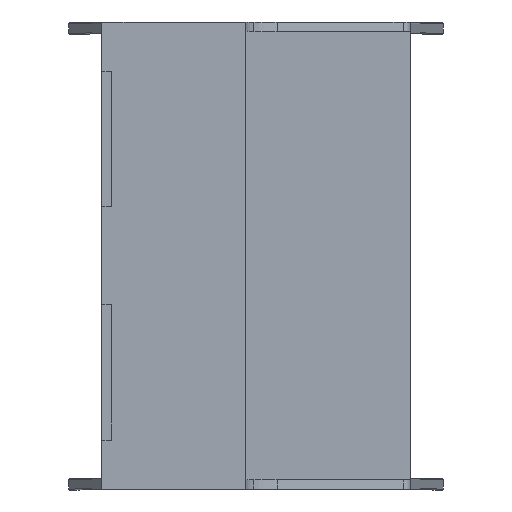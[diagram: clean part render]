
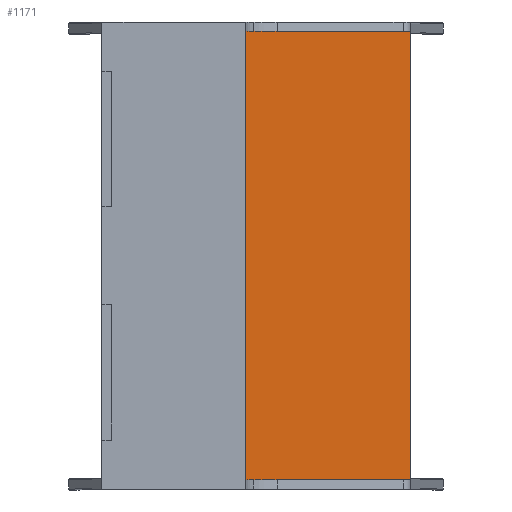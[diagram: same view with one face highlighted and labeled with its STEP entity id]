
A CAD part, top view. The second image highlights one B-rep face of the part: STEP entity #1171.
In plain terms, the highlighted planar face has unit normal (0, 0, 1).
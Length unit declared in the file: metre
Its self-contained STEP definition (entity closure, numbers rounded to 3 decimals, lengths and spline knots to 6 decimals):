
#1171=ADVANCED_FACE('23:570',(#2915),#2916,.T.);
#2915=FACE_OUTER_BOUND('',#5480,.T.);
#2916=PLANE('',#5481);
#5480=EDGE_LOOP('',(#8608,#8609,#8610,#8611,#8612,#8613,#8614,#8615,#8616,#8617,#8618,#8619,#8620,#8621,#8622,#8623,#8624,#8625,#8626,#8627,#8628,#8629,#8630,#8631,#8632,#8633,#8634,#8635));
#5481=AXIS2_PLACEMENT_3D('',#8636,#8637,#8638);
#8608=ORIENTED_EDGE('',*,*,#14927,.T.);
#8609=ORIENTED_EDGE('',*,*,#14939,.F.);
#8610=ORIENTED_EDGE('',*,*,#14973,.F.);
#8611=ORIENTED_EDGE('',*,*,#14947,.T.);
#8612=ORIENTED_EDGE('',*,*,#14952,.T.);
#8613=ORIENTED_EDGE('',*,*,#14944,.T.);
#8614=ORIENTED_EDGE('',*,*,#14974,.F.);
#8615=ORIENTED_EDGE('',*,*,#14964,.T.);
#8616=ORIENTED_EDGE('',*,*,#14971,.T.);
#8617=ORIENTED_EDGE('',*,*,#14969,.T.);
#8618=ORIENTED_EDGE('',*,*,#14975,.F.);
#8619=ORIENTED_EDGE('',*,*,#14976,.T.);
#8620=ORIENTED_EDGE('',*,*,#14914,.T.);
#8621=ORIENTED_EDGE('',*,*,#14907,.F.);
#8622=ORIENTED_EDGE('',*,*,#14911,.F.);
#8623=ORIENTED_EDGE('',*,*,#14904,.F.);
#8624=ORIENTED_EDGE('',*,*,#14919,.T.);
#8625=ORIENTED_EDGE('',*,*,#14889,.F.);
#8626=ORIENTED_EDGE('',*,*,#14899,.F.);
#8627=ORIENTED_EDGE('',*,*,#14896,.F.);
#8628=ORIENTED_EDGE('',*,*,#14922,.T.);
#8629=ORIENTED_EDGE('',*,*,#14884,.T.);
#8630=ORIENTED_EDGE('',*,*,#14872,.F.);
#8631=ORIENTED_EDGE('',*,*,#14882,.F.);
#8632=ORIENTED_EDGE('',*,*,#14879,.F.);
#8633=ORIENTED_EDGE('',*,*,#14977,.F.);
#8634=ORIENTED_EDGE('',*,*,#14930,.T.);
#8635=ORIENTED_EDGE('',*,*,#14935,.T.);
#8636=CARTESIAN_POINT('',(0.0,0.0,0.01));
#8637=DIRECTION('',(0.0,0.0,1.0));
#8638=DIRECTION('',(1.0,0.0,0.0));
#14872=EDGE_CURVE('26:453',#17429,#17431,#17432,.T.);
#14879=EDGE_CURVE('26:459',#17442,#17437,#17444,.T.);
#14882=EDGE_CURVE('26:471',#17437,#17429,#17447,.T.);
#14884=EDGE_CURVE('26:480',#17449,#17431,#17450,.T.);
#14889=EDGE_CURVE('26:492',#17456,#17458,#17459,.T.);
#14896=EDGE_CURVE('26:498',#17469,#17464,#17471,.T.);
#14899=EDGE_CURVE('26:510',#17464,#17456,#17474,.T.);
#14904=EDGE_CURVE('26:552',#17481,#17476,#17483,.T.);
#14907=EDGE_CURVE('26:564',#17486,#17488,#17489,.T.);
#14911=EDGE_CURVE('26:567',#17476,#17486,#17494,.T.);
#14914=EDGE_CURVE('26:579',#17497,#17488,#17498,.T.);
#14919=EDGE_CURVE('26:576',#17481,#17458,#17504,.T.);
#14922=EDGE_CURVE('26:570',#17469,#17449,#17507,.T.);
#14927=EDGE_CURVE('24:174',#17510,#17514,#17516,.T.);
#14930=EDGE_CURVE('24:183',#17521,#17518,#17522,.T.);
#14935=EDGE_CURVE('24:63',#17518,#17510,#17528,.T.);
#14939=EDGE_CURVE('24:60',#17532,#17514,#17534,.T.);
#14944=EDGE_CURVE('23:1796',#17537,#17541,#17543,.T.);
#14947=EDGE_CURVE('23:1805',#17548,#17545,#17549,.T.);
#14952=EDGE_CURVE('23:1230',#17545,#17537,#17555,.T.);
#14964=EDGE_CURVE('23:1387',#17573,#17571,#17574,.T.);
#14969=EDGE_CURVE('23:1393',#17577,#17579,#17581,.T.);
#14971=EDGE_CURVE('23:1239',#17571,#17577,#17583,.T.);
#14973=EDGE_CURVE('25:39',#17548,#17532,#17585,.T.);
#14974=EDGE_CURVE('23:1236',#17573,#17541,#17586,.T.);
#14975=EDGE_CURVE('23:1224',#17587,#17579,#17588,.T.);
#14976=EDGE_CURVE('23:646',#17587,#17497,#17589,.T.);
#14977=EDGE_CURVE('24:66',#17521,#17442,#17590,.T.);
#17429=VERTEX_POINT('',#21178);
#17431=VERTEX_POINT('',#21181);
#17432=LINE('',#21182,#21183);
#17437=VERTEX_POINT('',#21190);
#17442=VERTEX_POINT('',#21197);
#17444=LINE('',#21200,#21201);
#17447=LINE('',#21205,#21206);
#17449=VERTEX_POINT('',#21208);
#17450=LINE('',#21209,#21210);
#17456=VERTEX_POINT('',#21218);
#17458=VERTEX_POINT('',#21221);
#17459=LINE('',#21222,#21223);
#17464=VERTEX_POINT('',#21230);
#17469=VERTEX_POINT('',#21237);
#17471=LINE('',#21240,#21241);
#17474=LINE('',#21245,#21246);
#17476=VERTEX_POINT('',#21248);
#17481=VERTEX_POINT('',#21255);
#17483=LINE('',#21258,#21259);
#17486=VERTEX_POINT('',#21262);
#17488=VERTEX_POINT('',#21265);
#17489=LINE('',#21266,#21267);
#17494=LINE('',#21274,#21275);
#17497=VERTEX_POINT('',#21279);
#17498=LINE('',#21280,#21281);
#17504=LINE('',#21290,#21291);
#17507=LINE('',#21295,#21296);
#17510=VERTEX_POINT('',#21299);
#17514=VERTEX_POINT('',#21305);
#17516=LINE('',#21308,#21309);
#17518=VERTEX_POINT('',#21311);
#17521=VERTEX_POINT('',#21315);
#17522=LINE('',#21316,#21317);
#17528=LINE('',#21326,#21327);
#17532=VERTEX_POINT('',#21332);
#17534=LINE('',#21335,#21336);
#17537=VERTEX_POINT('',#21339);
#17541=VERTEX_POINT('',#21345);
#17543=LINE('',#21348,#21349);
#17545=VERTEX_POINT('',#21351);
#17548=VERTEX_POINT('',#21355);
#17549=LINE('',#21356,#21357);
#17555=LINE('',#21366,#21367);
#17571=VERTEX_POINT('',#21391);
#17573=VERTEX_POINT('',#21394);
#17574=LINE('',#21395,#21396);
#17577=VERTEX_POINT('',#21400);
#17579=VERTEX_POINT('',#21403);
#17581=LINE('',#21406,#21407);
#17583=LINE('',#21409,#21410);
#17585=LINE('',#21412,#21413);
#17586=LINE('',#21414,#21415);
#17587=VERTEX_POINT('',#21416);
#17588=LINE('',#21417,#21418);
#17589=LINE('',#21419,#21420);
#17590=LINE('',#21421,#21422);
#21178=CARTESIAN_POINT('',(-0.001,-0.0335,0.01));
#21181=CARTESIAN_POINT('',(-0.011,-0.0335,0.01));
#21182=CARTESIAN_POINT('',(-0.0055,-0.0335,0.01));
#21183=VECTOR('',#26394,1.0);
#21190=CARTESIAN_POINT('',(-0.001,-0.1785,0.01));
#21197=CARTESIAN_POINT('',(-0.011,-0.1785,0.01));
#21200=CARTESIAN_POINT('',(-0.0055,-0.1785,0.01));
#21201=VECTOR('',#26400,1.0);
#21205=CARTESIAN_POINT('',(-0.001,-0.3465,0.01));
#21206=VECTOR('',#26402,1.0);
#21208=CARTESIAN_POINT('',(-0.011,0.019,0.01));
#21209=CARTESIAN_POINT('',(-0.011,-0.3465,0.01));
#21210=VECTOR('',#26403,1.0);
#21218=CARTESIAN_POINT('',(0.1015,0.009,0.01));
#21221=CARTESIAN_POINT('',(0.1015,0.019,0.01));
#21222=CARTESIAN_POINT('',(0.1015,-0.2215,0.01));
#21223=VECTOR('',#26407,1.0);
#21230=CARTESIAN_POINT('',(0.0415,0.009,0.01));
#21237=CARTESIAN_POINT('',(0.0415,0.019,0.01));
#21240=CARTESIAN_POINT('',(0.0415,-0.2215,0.01));
#21241=VECTOR('',#26413,1.0);
#21245=CARTESIAN_POINT('',(0.077,0.009,0.01));
#21246=VECTOR('',#26415,1.0);
#21248=CARTESIAN_POINT('',(0.2065,0.009,0.01));
#21255=CARTESIAN_POINT('',(0.2065,0.019,0.01));
#21258=CARTESIAN_POINT('',(0.2065,-0.2215,0.01));
#21259=VECTOR('',#26419,1.0);
#21262=CARTESIAN_POINT('',(0.2665,0.009,0.01));
#21265=CARTESIAN_POINT('',(0.2665,0.019,0.01));
#21266=CARTESIAN_POINT('',(0.2665,-0.2215,0.01));
#21267=VECTOR('',#26421,1.0);
#21274=CARTESIAN_POINT('',(0.077,0.009,0.01));
#21275=VECTOR('',#26424,1.0);
#21279=CARTESIAN_POINT('',(0.319,0.019,0.01));
#21280=CARTESIAN_POINT('',(0.077,0.019,0.01));
#21281=VECTOR('',#26426,1.0);
#21290=CARTESIAN_POINT('',(0.077,0.019,0.01));
#21291=VECTOR('',#26430,1.0);
#21295=CARTESIAN_POINT('',(0.077,0.019,0.01));
#21296=VECTOR('',#26432,1.0);
#21299=CARTESIAN_POINT('',(-0.001,-0.4285,0.01));
#21305=CARTESIAN_POINT('',(-0.011,-0.4285,0.01));
#21308=CARTESIAN_POINT('',(-0.0055,-0.4285,0.01));
#21309=VECTOR('',#26436,1.0);
#21311=CARTESIAN_POINT('',(-0.001,-0.2835,0.01));
#21315=CARTESIAN_POINT('',(-0.011,-0.2835,0.01));
#21316=CARTESIAN_POINT('',(-0.0055,-0.2835,0.01));
#21317=VECTOR('',#26438,1.0);
#21326=CARTESIAN_POINT('',(-0.001,-0.1155,0.01));
#21327=VECTOR('',#26442,1.0);
#21332=CARTESIAN_POINT('',(-0.011,-0.481,0.01));
#21335=CARTESIAN_POINT('',(-0.011,-0.1155,0.01));
#21336=VECTOR('',#26445,1.0);
#21339=CARTESIAN_POINT('',(0.1015,-0.471,0.01));
#21345=CARTESIAN_POINT('',(0.1015,-0.481,0.01));
#21348=CARTESIAN_POINT('',(0.1015,-0.2405,0.01));
#21349=VECTOR('',#26449,1.0);
#21351=CARTESIAN_POINT('',(0.0415,-0.471,0.01));
#21355=CARTESIAN_POINT('',(0.0415,-0.481,0.01));
#21356=CARTESIAN_POINT('',(0.0415,-0.2405,0.01));
#21357=VECTOR('',#26451,1.0);
#21366=CARTESIAN_POINT('',(0.077,-0.471,0.01));
#21367=VECTOR('',#26455,1.0);
#21391=CARTESIAN_POINT('',(0.2065,-0.471,0.01));
#21394=CARTESIAN_POINT('',(0.2065,-0.481,0.01));
#21395=CARTESIAN_POINT('',(0.2065,-0.2405,0.01));
#21396=VECTOR('',#26465,1.0);
#21400=CARTESIAN_POINT('',(0.2665,-0.471,0.01));
#21403=CARTESIAN_POINT('',(0.2665,-0.481,0.01));
#21406=CARTESIAN_POINT('',(0.2665,-0.2405,0.01));
#21407=VECTOR('',#26469,1.0);
#21409=CARTESIAN_POINT('',(0.077,-0.471,0.01));
#21410=VECTOR('',#26470,1.0);
#21412=CARTESIAN_POINT('',(0.077,-0.481,0.01));
#21413=VECTOR('',#26471,1.0);
#21414=CARTESIAN_POINT('',(0.077,-0.481,0.01));
#21415=VECTOR('',#26472,1.0);
#21416=CARTESIAN_POINT('',(0.319,-0.481,0.01));
#21417=CARTESIAN_POINT('',(0.077,-0.481,0.01));
#21418=VECTOR('',#26473,1.0);
#21419=CARTESIAN_POINT('',(0.319,-0.481,0.01));
#21420=VECTOR('',#26474,1.0);
#21421=CARTESIAN_POINT('',(-0.011,-0.1155,0.01));
#21422=VECTOR('',#26475,1.0);
#26394=DIRECTION('',(-1.0,0.0,0.0));
#26400=DIRECTION('',(1.0,0.0,0.0));
#26402=DIRECTION('',(0.0,1.0,0.0));
#26403=DIRECTION('',(0.0,-1.0,0.0));
#26407=DIRECTION('',(0.0,1.0,0.0));
#26413=DIRECTION('',(0.0,-1.0,0.0));
#26415=DIRECTION('',(1.0,0.0,0.0));
#26419=DIRECTION('',(0.0,-1.0,0.0));
#26421=DIRECTION('',(0.0,1.0,0.0));
#26424=DIRECTION('',(1.0,0.0,0.0));
#26426=DIRECTION('',(-1.0,0.0,0.0));
#26430=DIRECTION('',(-1.0,0.0,0.0));
#26432=DIRECTION('',(-1.0,0.0,0.0));
#26436=DIRECTION('',(-1.0,0.0,0.0));
#26438=DIRECTION('',(1.0,0.0,-0.0));
#26442=DIRECTION('',(0.0,-1.0,0.0));
#26445=DIRECTION('',(0.0,1.0,-0.0));
#26449=DIRECTION('',(0.0,-1.0,0.0));
#26451=DIRECTION('',(0.0,1.0,-0.0));
#26455=DIRECTION('',(1.0,0.0,-0.0));
#26465=DIRECTION('',(0.0,1.0,-0.0));
#26469=DIRECTION('',(0.0,-1.0,0.0));
#26470=DIRECTION('',(1.0,0.0,-0.0));
#26471=DIRECTION('',(-1.0,0.0,0.0));
#26472=DIRECTION('',(-1.0,0.0,0.0));
#26473=DIRECTION('',(-1.0,0.0,0.0));
#26474=DIRECTION('',(0.,1.0,0.0));
#26475=DIRECTION('',(0.0,1.0,-0.0));
